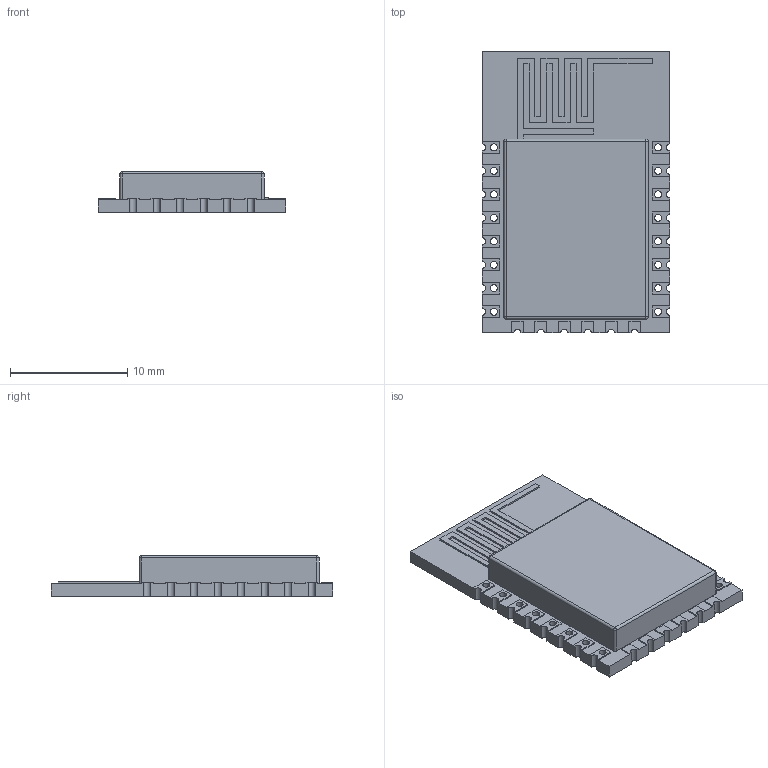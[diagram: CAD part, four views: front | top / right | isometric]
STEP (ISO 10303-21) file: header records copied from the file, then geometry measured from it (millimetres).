
FILE_DESCRIPTION(('FreeCAD Model'),'2;1');
FILE_NAME('esp12-e.step','2017-03-02T10:32:56',('Author'), (''),'Open CASCADE STEP processor 6.8','FreeCAD','Unknown');
FILE_SCHEMA(('AUTOMOTIVE_DESIGN_CC2 { 1 2 10303 214 -1 1 5 4 }'));
Length unit declared in the file: millimetre
Products named in the file (2): ASSEMBLY; esp12-e
Assembly tree (1 placements, depth 2):
  ASSEMBLY
    esp12-e
Bounding box: 16 x 24 x 3.48 mm (x, y, z)
Volume: 867.9 mm3; surface area: 1037.7 mm2
Topology: 1 solids, 1 shells, 205 faces, 658 edges, 452 vertices
Faces by surface type: plane 155, cylinder 46, sphere 4
Full cylindrical faces by diameter (mm): 0.6 x16
Entity records: 22781 total; most frequent: CARTESIAN_POINT 8877, DIRECTION 2180, LINE 1430, VECTOR 1430, ORIENTED_EDGE 1308, PCURVE 1308, DEFINITIONAL_REPRESENTATION 1308, EDGE_CURVE 654
